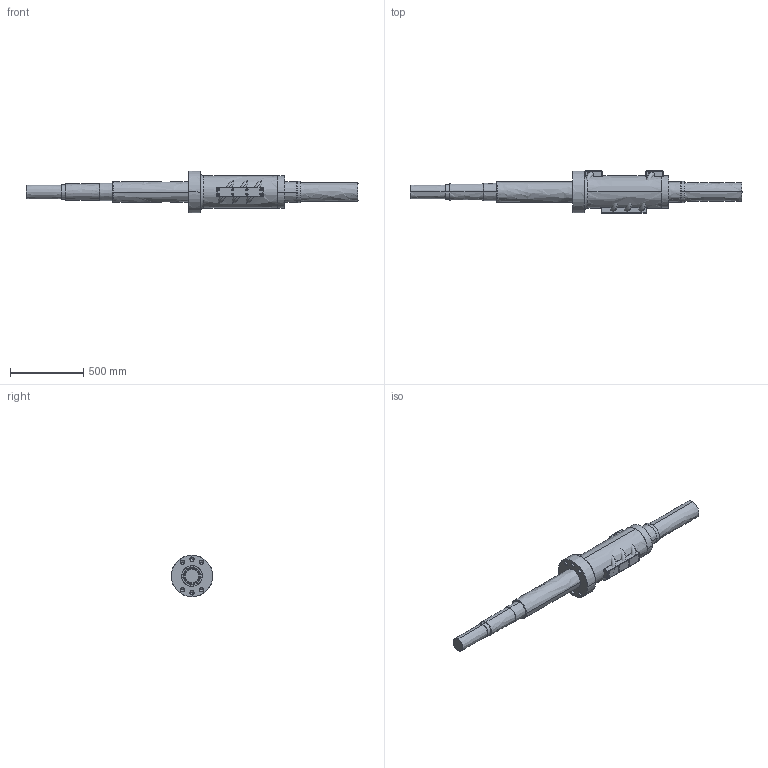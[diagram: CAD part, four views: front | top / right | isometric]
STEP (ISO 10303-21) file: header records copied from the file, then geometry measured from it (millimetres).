
FILE_DESCRIPTION((''),'2;1');
FILE_NAME('00_PBS14032_ASM','2022-07-12T17:02:42',('10019049'),(''),'CREO PARAMETRIC BY PTC INC, 2019080','CREO PARAMETRIC BY PTC INC, 2019080','');
FILE_SCHEMA(('CONFIG_CONTROL_DESIGN'));
Length unit declared in the file: millimetre
Products named in the file (12): BALLS_PBSK14032_ASM; NUT_PBS14032; LOCKER_PBS14032; M8; GBT93-1987-8; LD_M8_ASM; LOCKER_PBSK14032_ASM; CIR_PBS14032; ST_PBS14032; LOCKER2_PBS14032; LOCKER2_PBSK14032_ASM; 00_PBS14032_ASM
Assembly tree (27 placements, depth 4):
  00_PBS14032_ASM
    BALLS_PBSK14032_ASM
    NUT_PBS14032
    LOCKER_PBSK14032_ASM  x2
      LOCKER_PBS14032
      LD_M8_ASM
        M8
        GBT93-1987-8
    CIR_PBS14032  x5
    ST_PBS14032
    LOCKER2_PBSK14032_ASM
      LOCKER2_PBS14032
      LD_M8_ASM  x8
        M8
        GBT93-1987-8
Bounding box: 2269 x 287 x 284 mm (x, y, z)
Surface area: 2784036.3 mm2 (no closed solid volume)
Topology: 0 solids, 0 shells, 941 faces, 4318 edges, 4238 vertices
Faces by surface type: bspline 856, torus 85
Entity records: 39393 total; most frequent: CARTESIAN_POINT 22719, DIRECTION 2835, TRIMMED_CURVE 2236, VECTOR 1765, LINE 1765, DEFINITIONAL_REPRESENTATION 1710, PCURVE 1710, COMPOSITE_CURVE_SEGMENT 1710
